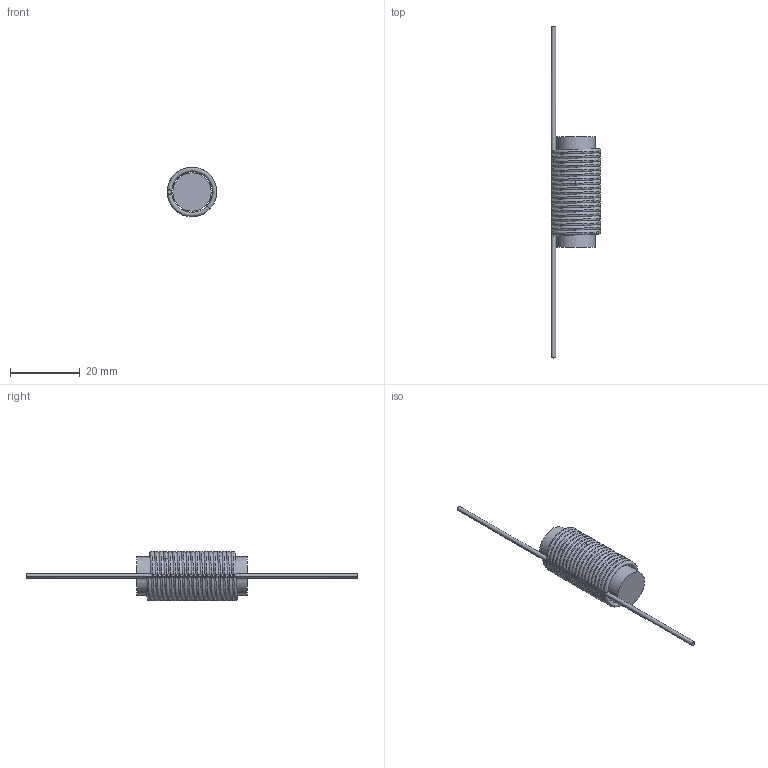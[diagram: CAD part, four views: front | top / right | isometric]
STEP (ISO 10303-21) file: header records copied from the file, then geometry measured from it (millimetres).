
FILE_DESCRIPTION((''),'2;1');
FILE_NAME('5220-RC','2012-08-09T',('ryans'),('Bourns, Inc.'),'PRO/ENGINEER BY PARAMETRIC TECHNOLOGY CORPORATION, 2010100','PRO/ENGINEER BY PARAMETRIC TECHNOLOGY CORPORATION, 2010100','');
FILE_SCHEMA(('CONFIG_CONTROL_DESIGN'));
Products named in the file (1): 5220-RC
Bounding box: 14.22 x 95.25 x 14.22 mm (x, y, z)
Volume: 4142.5 mm3; surface area: 4738 mm2
Topology: 2 solids, 2 shells, 125 faces, 278 edges, 119 vertices
Faces by surface type: cylinder 72, bspline 48, plane 5
Entity records: 42124 total; most frequent: CARTESIAN_POINT 40256, ORIENTED_EDGE 524, EDGE_CURVE 262, B_SPLINE_CURVE_WITH_KNOTS 210, DIRECTION 156, VERTEX_POINT 132, EDGE_LOOP 96, FACE_OUTER_BOUND 96
